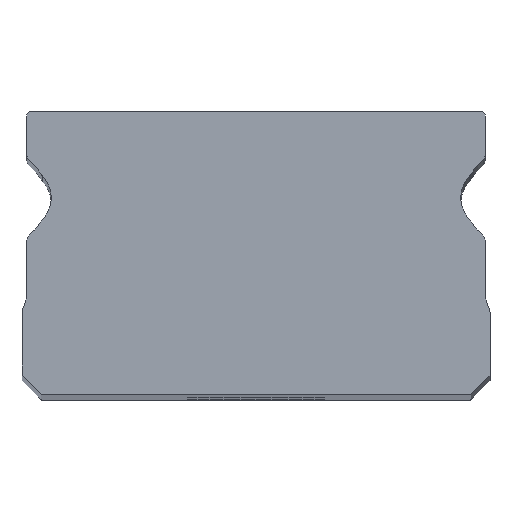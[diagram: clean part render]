
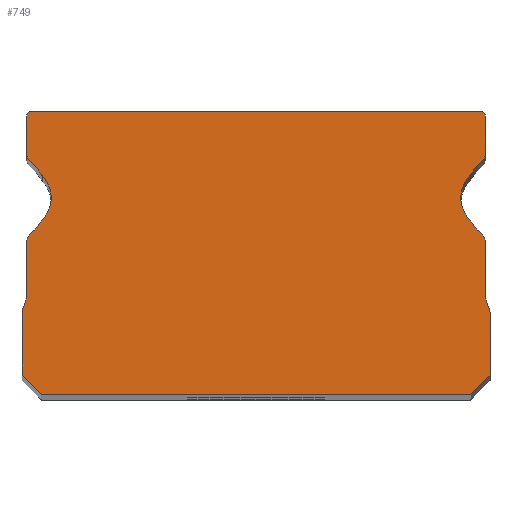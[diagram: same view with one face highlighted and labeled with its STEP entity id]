
A CAD part, top view. The second image highlights one B-rep face of the part: STEP entity #749.
In plain terms, the highlighted planar face has unit normal (0, 0, 1).
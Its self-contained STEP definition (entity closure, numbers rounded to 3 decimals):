
#29=LINE('',#1166,#87);
#31=LINE('',#1170,#89);
#40=LINE('',#1202,#98);
#42=LINE('',#1206,#100);
#45=LINE('',#1214,#103);
#47=LINE('',#1218,#105);
#49=LINE('',#1222,#107);
#51=LINE('',#1226,#109);
#53=LINE('',#1230,#111);
#56=LINE('',#1238,#114);
#58=LINE('',#1242,#116);
#67=LINE('',#1274,#125);
#69=LINE('',#1278,#127);
#71=LINE('',#1281,#129);
#87=VECTOR('',#932,0.112);
#89=VECTOR('',#936,0.999);
#98=VECTOR('',#975,1.449);
#100=VECTOR('',#979,0.316);
#103=VECTOR('',#988,1.615);
#105=VECTOR('',#992,0.707);
#107=VECTOR('',#996,11.);
#109=VECTOR('',#1000,0.707);
#111=VECTOR('',#1004,1.615);
#114=VECTOR('',#1013,0.316);
#116=VECTOR('',#1017,1.449);
#125=VECTOR('',#1056,0.999);
#127=VECTOR('',#1060,0.112);
#129=VECTOR('',#1064,11.601);
#211=FACE_OUTER_BOUND('',#267,.T.);
#267=EDGE_LOOP('',(#660,#661,#662,#663,#664,#665,#666,#667,#668,#669,#670,
#671,#672,#673,#674,#675,#676,#677,#678,#679,#680,#681,#682,#683,#684,#685,
#686,#687,#688,#689));
#296=CIRCLE('',#793,0.25);
#297=CIRCLE('',#795,1.325);
#298=CIRCLE('',#797,0.25);
#299=CIRCLE('',#799,0.8);
#300=CIRCLE('',#801,0.25);
#301=CIRCLE('',#803,1.325);
#302=CIRCLE('',#805,0.25);
#303=CIRCLE('',#809,0.2);
#304=CIRCLE('',#816,0.2);
#305=CIRCLE('',#820,0.25);
#306=CIRCLE('',#822,1.325);
#307=CIRCLE('',#824,0.25);
#308=CIRCLE('',#826,0.8);
#309=CIRCLE('',#828,0.25);
#310=CIRCLE('',#830,1.325);
#311=CIRCLE('',#832,0.25);
#354=VERTEX_POINT('',#1163);
#355=VERTEX_POINT('',#1165);
#356=VERTEX_POINT('',#1169);
#357=VERTEX_POINT('',#1173);
#358=VERTEX_POINT('',#1177);
#359=VERTEX_POINT('',#1181);
#360=VERTEX_POINT('',#1185);
#361=VERTEX_POINT('',#1189);
#362=VERTEX_POINT('',#1193);
#363=VERTEX_POINT('',#1197);
#364=VERTEX_POINT('',#1201);
#365=VERTEX_POINT('',#1205);
#366=VERTEX_POINT('',#1209);
#367=VERTEX_POINT('',#1213);
#368=VERTEX_POINT('',#1217);
#369=VERTEX_POINT('',#1221);
#370=VERTEX_POINT('',#1225);
#371=VERTEX_POINT('',#1229);
#372=VERTEX_POINT('',#1233);
#373=VERTEX_POINT('',#1237);
#374=VERTEX_POINT('',#1241);
#375=VERTEX_POINT('',#1245);
#376=VERTEX_POINT('',#1249);
#377=VERTEX_POINT('',#1253);
#378=VERTEX_POINT('',#1257);
#379=VERTEX_POINT('',#1261);
#380=VERTEX_POINT('',#1265);
#381=VERTEX_POINT('',#1269);
#382=VERTEX_POINT('',#1273);
#383=VERTEX_POINT('',#1277);
#427=EDGE_CURVE('',#355,#354,#29,.T.);
#429=EDGE_CURVE('',#356,#355,#31,.T.);
#431=EDGE_CURVE('',#357,#356,#296,.T.);
#433=EDGE_CURVE('',#358,#357,#297,.T.);
#435=EDGE_CURVE('',#359,#358,#298,.T.);
#437=EDGE_CURVE('',#360,#359,#299,.T.);
#439=EDGE_CURVE('',#361,#360,#300,.T.);
#441=EDGE_CURVE('',#362,#361,#301,.T.);
#443=EDGE_CURVE('',#363,#362,#302,.T.);
#445=EDGE_CURVE('',#364,#363,#40,.T.);
#447=EDGE_CURVE('',#365,#364,#42,.T.);
#449=EDGE_CURVE('',#366,#365,#303,.T.);
#451=EDGE_CURVE('',#367,#366,#45,.T.);
#453=EDGE_CURVE('',#368,#367,#47,.T.);
#455=EDGE_CURVE('',#369,#368,#49,.T.);
#457=EDGE_CURVE('',#370,#369,#51,.T.);
#459=EDGE_CURVE('',#371,#370,#53,.T.);
#461=EDGE_CURVE('',#372,#371,#304,.T.);
#463=EDGE_CURVE('',#373,#372,#56,.T.);
#465=EDGE_CURVE('',#374,#373,#58,.T.);
#467=EDGE_CURVE('',#375,#374,#305,.T.);
#469=EDGE_CURVE('',#376,#375,#306,.T.);
#471=EDGE_CURVE('',#377,#376,#307,.T.);
#473=EDGE_CURVE('',#378,#377,#308,.T.);
#475=EDGE_CURVE('',#379,#378,#309,.T.);
#477=EDGE_CURVE('',#380,#379,#310,.T.);
#479=EDGE_CURVE('',#381,#380,#311,.T.);
#481=EDGE_CURVE('',#382,#381,#67,.T.);
#483=EDGE_CURVE('',#383,#382,#69,.T.);
#485=EDGE_CURVE('',#354,#383,#71,.T.);
#660=ORIENTED_EDGE('',*,*,#485,.T.);
#661=ORIENTED_EDGE('',*,*,#483,.T.);
#662=ORIENTED_EDGE('',*,*,#481,.T.);
#663=ORIENTED_EDGE('',*,*,#479,.T.);
#664=ORIENTED_EDGE('',*,*,#477,.T.);
#665=ORIENTED_EDGE('',*,*,#475,.T.);
#666=ORIENTED_EDGE('',*,*,#473,.T.);
#667=ORIENTED_EDGE('',*,*,#471,.T.);
#668=ORIENTED_EDGE('',*,*,#469,.T.);
#669=ORIENTED_EDGE('',*,*,#467,.T.);
#670=ORIENTED_EDGE('',*,*,#465,.T.);
#671=ORIENTED_EDGE('',*,*,#463,.T.);
#672=ORIENTED_EDGE('',*,*,#461,.T.);
#673=ORIENTED_EDGE('',*,*,#459,.T.);
#674=ORIENTED_EDGE('',*,*,#457,.T.);
#675=ORIENTED_EDGE('',*,*,#455,.T.);
#676=ORIENTED_EDGE('',*,*,#453,.T.);
#677=ORIENTED_EDGE('',*,*,#451,.T.);
#678=ORIENTED_EDGE('',*,*,#449,.T.);
#679=ORIENTED_EDGE('',*,*,#447,.T.);
#680=ORIENTED_EDGE('',*,*,#445,.T.);
#681=ORIENTED_EDGE('',*,*,#443,.T.);
#682=ORIENTED_EDGE('',*,*,#441,.T.);
#683=ORIENTED_EDGE('',*,*,#439,.T.);
#684=ORIENTED_EDGE('',*,*,#437,.T.);
#685=ORIENTED_EDGE('',*,*,#435,.T.);
#686=ORIENTED_EDGE('',*,*,#433,.T.);
#687=ORIENTED_EDGE('',*,*,#431,.T.);
#688=ORIENTED_EDGE('',*,*,#429,.T.);
#689=ORIENTED_EDGE('',*,*,#427,.T.);
#708=PLANE('',#836);
#749=ADVANCED_FACE('',(#211),#708,.T.);
#793=AXIS2_PLACEMENT_3D('',#1174,#940,#941);
#795=AXIS2_PLACEMENT_3D('',#1178,#945,#946);
#797=AXIS2_PLACEMENT_3D('',#1182,#950,#951);
#799=AXIS2_PLACEMENT_3D('',#1186,#955,#956);
#801=AXIS2_PLACEMENT_3D('',#1190,#960,#961);
#803=AXIS2_PLACEMENT_3D('',#1194,#965,#966);
#805=AXIS2_PLACEMENT_3D('',#1198,#970,#971);
#809=AXIS2_PLACEMENT_3D('',#1210,#983,#984);
#816=AXIS2_PLACEMENT_3D('',#1234,#1008,#1009);
#820=AXIS2_PLACEMENT_3D('',#1246,#1021,#1022);
#822=AXIS2_PLACEMENT_3D('',#1250,#1026,#1027);
#824=AXIS2_PLACEMENT_3D('',#1254,#1031,#1032);
#826=AXIS2_PLACEMENT_3D('',#1258,#1036,#1037);
#828=AXIS2_PLACEMENT_3D('',#1262,#1041,#1042);
#830=AXIS2_PLACEMENT_3D('',#1266,#1046,#1047);
#832=AXIS2_PLACEMENT_3D('',#1270,#1051,#1052);
#836=AXIS2_PLACEMENT_3D('',#1282,#1065,#1066);
#932=DIRECTION('',(-0.707,0.707,0.));
#936=DIRECTION('',(0.,1.,0.));
#940=DIRECTION('center_axis',(0.,0.,1.));
#941=DIRECTION('ref_axis',(0.64,-0.768,0.));
#945=DIRECTION('center_axis',(0.,0.,-1.));
#946=DIRECTION('ref_axis',(0.64,-0.768,0.));
#950=DIRECTION('center_axis',(0.,0.,1.));
#951=DIRECTION('ref_axis',(0.725,-0.688,0.));
#955=DIRECTION('center_axis',(0.,0.,-1.));
#956=DIRECTION('ref_axis',(0.725,-0.688,0.));
#960=DIRECTION('center_axis',(0.,0.,1.));
#961=DIRECTION('ref_axis',(0.857,0.515,0.));
#965=DIRECTION('center_axis',(0.,0.,-1.));
#966=DIRECTION('ref_axis',(0.857,0.515,0.));
#970=DIRECTION('center_axis',(0.,0.,1.));
#971=DIRECTION('ref_axis',(1.,0.,0.));
#975=DIRECTION('',(0.,1.,0.));
#979=DIRECTION('',(-0.342,0.94,0.));
#983=DIRECTION('center_axis',(0.,0.,1.));
#984=DIRECTION('ref_axis',(1.,0.,0.));
#988=DIRECTION('',(0.,1.,0.));
#992=DIRECTION('',(0.707,0.707,0.));
#996=DIRECTION('',(1.,0.,0.));
#1000=DIRECTION('',(0.707,-0.707,0.));
#1004=DIRECTION('',(0.,-1.,0.));
#1008=DIRECTION('center_axis',(0.,0.,1.));
#1009=DIRECTION('ref_axis',(-0.94,0.342,0.));
#1013=DIRECTION('',(-0.342,-0.94,0.));
#1017=DIRECTION('',(0.,-1.,0.));
#1021=DIRECTION('center_axis',(0.,0.,1.));
#1022=DIRECTION('ref_axis',(-0.64,0.768,0.));
#1026=DIRECTION('center_axis',(0.,0.,-1.));
#1027=DIRECTION('ref_axis',(-0.64,0.768,0.));
#1031=DIRECTION('center_axis',(0.,0.,1.));
#1032=DIRECTION('ref_axis',(-0.725,0.688,0.));
#1036=DIRECTION('center_axis',(0.,0.,-1.));
#1037=DIRECTION('ref_axis',(-0.725,0.688,0.));
#1041=DIRECTION('center_axis',(0.,0.,1.));
#1042=DIRECTION('ref_axis',(-0.857,-0.515,0.));
#1046=DIRECTION('center_axis',(0.,0.,-1.));
#1047=DIRECTION('ref_axis',(-0.857,-0.515,0.));
#1051=DIRECTION('center_axis',(0.,0.,1.));
#1052=DIRECTION('ref_axis',(-1.,0.,0.));
#1056=DIRECTION('',(0.,-1.,0.));
#1060=DIRECTION('',(-0.707,-0.707,0.));
#1064=DIRECTION('',(-1.,0.,0.));
#1065=DIRECTION('center_axis',(0.,0.,1.));
#1066=DIRECTION('ref_axis',(1.,0.,0.));
#1163=CARTESIAN_POINT('',(5.801,0.,40.));
#1165=CARTESIAN_POINT('',(5.88,-0.079,40.));
#1166=CARTESIAN_POINT('',(5.88,-0.079,40.));
#1169=CARTESIAN_POINT('',(5.88,-1.079,40.));
#1170=CARTESIAN_POINT('',(5.88,-1.079,40.));
#1173=CARTESIAN_POINT('',(5.79,-1.271,40.));
#1174=CARTESIAN_POINT('Origin',(5.63,-1.079,40.));
#1177=CARTESIAN_POINT('',(5.503,-1.606,40.));
#1178=CARTESIAN_POINT('Origin',(6.638,-2.288,40.));
#1181=CARTESIAN_POINT('',(5.47,-1.649,40.));
#1182=CARTESIAN_POINT('Origin',(5.288,-1.477,40.));
#1185=CARTESIAN_POINT('',(5.47,-2.751,40.));
#1186=CARTESIAN_POINT('Origin',(6.05,-2.2,40.));
#1189=CARTESIAN_POINT('',(5.503,-2.794,40.));
#1190=CARTESIAN_POINT('Origin',(5.288,-2.923,40.));
#1193=CARTESIAN_POINT('',(5.79,-3.129,40.));
#1194=CARTESIAN_POINT('Origin',(6.638,-2.112,40.));
#1197=CARTESIAN_POINT('',(5.88,-3.321,40.));
#1198=CARTESIAN_POINT('Origin',(5.63,-3.321,40.));
#1201=CARTESIAN_POINT('',(5.88,-4.77,40.));
#1202=CARTESIAN_POINT('',(5.88,-4.77,40.));
#1205=CARTESIAN_POINT('',(5.988,-5.067,40.));
#1206=CARTESIAN_POINT('',(5.988,-5.067,40.));
#1209=CARTESIAN_POINT('',(6.,-5.135,40.));
#1210=CARTESIAN_POINT('Origin',(5.8,-5.135,40.));
#1213=CARTESIAN_POINT('',(6.,-6.75,40.));
#1214=CARTESIAN_POINT('',(6.,-6.75,40.));
#1217=CARTESIAN_POINT('',(5.5,-7.25,40.));
#1218=CARTESIAN_POINT('',(5.5,-7.25,40.));
#1221=CARTESIAN_POINT('',(-5.5,-7.25,40.));
#1222=CARTESIAN_POINT('',(-5.5,-7.25,40.));
#1225=CARTESIAN_POINT('',(-6.,-6.75,40.));
#1226=CARTESIAN_POINT('',(-6.,-6.75,40.));
#1229=CARTESIAN_POINT('',(-6.,-5.135,40.));
#1230=CARTESIAN_POINT('',(-6.,-5.135,40.));
#1233=CARTESIAN_POINT('',(-5.988,-5.067,40.));
#1234=CARTESIAN_POINT('Origin',(-5.8,-5.135,40.));
#1237=CARTESIAN_POINT('',(-5.88,-4.77,40.));
#1238=CARTESIAN_POINT('',(-5.88,-4.77,40.));
#1241=CARTESIAN_POINT('',(-5.88,-3.321,40.));
#1242=CARTESIAN_POINT('',(-5.88,-3.321,40.));
#1245=CARTESIAN_POINT('',(-5.79,-3.129,40.));
#1246=CARTESIAN_POINT('Origin',(-5.63,-3.321,40.));
#1249=CARTESIAN_POINT('',(-5.503,-2.794,40.));
#1250=CARTESIAN_POINT('Origin',(-6.638,-2.112,40.));
#1253=CARTESIAN_POINT('',(-5.47,-2.751,40.));
#1254=CARTESIAN_POINT('Origin',(-5.288,-2.923,40.));
#1257=CARTESIAN_POINT('',(-5.47,-1.649,40.));
#1258=CARTESIAN_POINT('Origin',(-6.05,-2.2,40.));
#1261=CARTESIAN_POINT('',(-5.503,-1.606,40.));
#1262=CARTESIAN_POINT('Origin',(-5.288,-1.477,40.));
#1265=CARTESIAN_POINT('',(-5.79,-1.271,40.));
#1266=CARTESIAN_POINT('Origin',(-6.638,-2.288,40.));
#1269=CARTESIAN_POINT('',(-5.88,-1.079,40.));
#1270=CARTESIAN_POINT('Origin',(-5.63,-1.079,40.));
#1273=CARTESIAN_POINT('',(-5.88,-0.079,40.));
#1274=CARTESIAN_POINT('',(-5.88,-0.079,40.));
#1277=CARTESIAN_POINT('',(-5.801,0.,40.));
#1278=CARTESIAN_POINT('',(-5.801,0.,40.));
#1281=CARTESIAN_POINT('',(5.801,0.,40.));
#1282=CARTESIAN_POINT('Origin',(0.,-3.617,40.));
